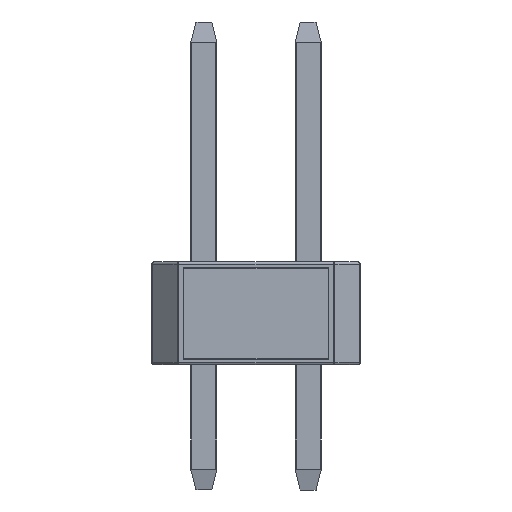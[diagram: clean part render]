
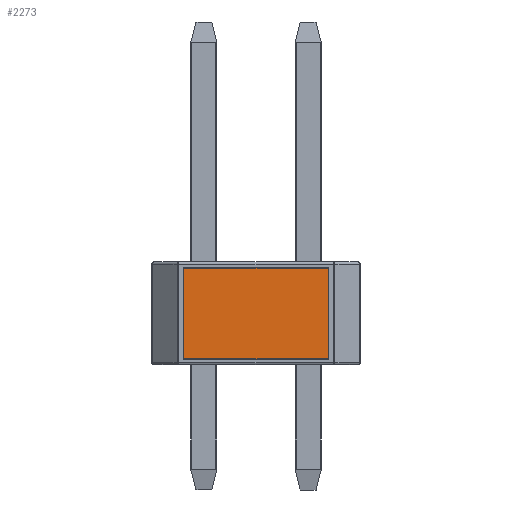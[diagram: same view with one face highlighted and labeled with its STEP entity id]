
A CAD part, left-side view. The second image highlights one B-rep face of the part: STEP entity #2273.
In plain terms, the highlighted planar face has unit normal (-1, 0, 0).
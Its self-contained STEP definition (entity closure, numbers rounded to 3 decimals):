
#322=FACE_OUTER_BOUND('',#448,.T.);
#448=EDGE_LOOP('',(#1850,#1851,#1852,#1853));
#587=LINE('',#3519,#803);
#588=LINE('',#3524,#804);
#591=LINE('',#3532,#807);
#593=LINE('',#3535,#809);
#803=VECTOR('',#2820,10.);
#804=VECTOR('',#2825,10.);
#807=VECTOR('',#2834,10.);
#809=VECTOR('',#2838,10.);
#1000=VERTEX_POINT('',#3516);
#1001=VERTEX_POINT('',#3518);
#1002=VERTEX_POINT('',#3522);
#1003=VERTEX_POINT('',#3523);
#1216=EDGE_CURVE('',#1001,#1000,#587,.T.);
#1218=EDGE_CURVE('',#1002,#1003,#588,.T.);
#1223=EDGE_CURVE('',#1000,#1002,#591,.T.);
#1225=EDGE_CURVE('',#1003,#1001,#593,.T.);
#1850=ORIENTED_EDGE('',*,*,#1223,.T.);
#1851=ORIENTED_EDGE('',*,*,#1218,.T.);
#1852=ORIENTED_EDGE('',*,*,#1225,.T.);
#1853=ORIENTED_EDGE('',*,*,#1216,.T.);
#2036=PLANE('',#2519);
#2273=ADVANCED_FACE('',(#322),#2036,.T.);
#2519=AXIS2_PLACEMENT_3D('',#3733,#3089,#3090);
#2820=DIRECTION('',(0.,1.,0.));
#2825=DIRECTION('',(0.,-1.,0.));
#2834=DIRECTION('',(0.,0.,-1.));
#2838=DIRECTION('',(0.,0.,1.));
#3089=DIRECTION('center_axis',(-1.,0.,0.));
#3090=DIRECTION('ref_axis',(0.,0.,1.));
#3516=CARTESIAN_POINT('',(-1.27,3.023,2.35));
#3518=CARTESIAN_POINT('',(-1.27,-0.488,2.35));
#3519=CARTESIAN_POINT('',(-1.27,3.023,2.35));
#3522=CARTESIAN_POINT('',(-1.27,3.023,0.15));
#3523=CARTESIAN_POINT('',(-1.27,-0.488,0.15));
#3524=CARTESIAN_POINT('',(-1.27,-0.488,0.15));
#3532=CARTESIAN_POINT('',(-1.27,3.023,0.15));
#3535=CARTESIAN_POINT('',(-1.27,-0.488,2.35));
#3733=CARTESIAN_POINT('Origin',(-1.27,1.268,1.25));
